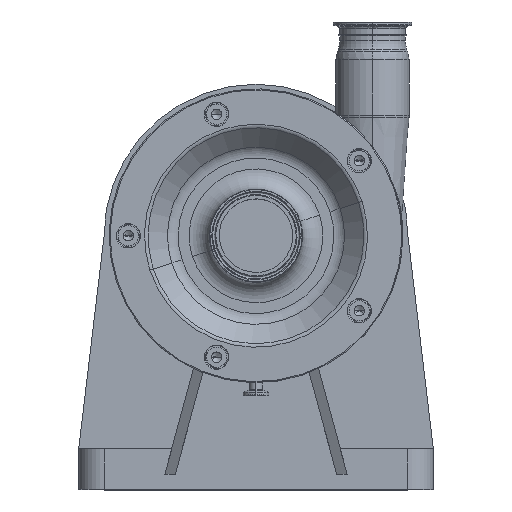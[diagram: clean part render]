
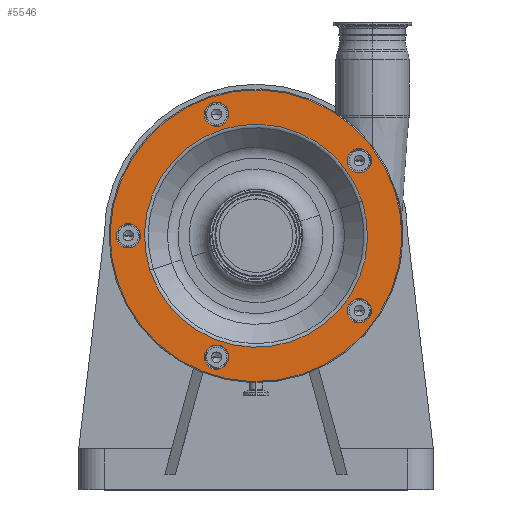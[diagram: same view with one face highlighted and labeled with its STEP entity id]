
A CAD part, top view. The second image highlights one B-rep face of the part: STEP entity #5546.
In plain terms, the highlighted planar face has unit normal (0, 0, 1).
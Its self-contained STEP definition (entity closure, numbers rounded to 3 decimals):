
#206 = VERTEX_POINT ( 'NONE', #8153 ) ;
#497 = VERTEX_POINT ( 'NONE', #4453 ) ;
#660 = CIRCLE ( 'NONE', #17112, 144. ) ;
#1021 = CIRCLE ( 'NONE', #10239, 12. ) ;
#1304 = CARTESIAN_POINT ( 'NONE',  ( 0., 0., 294.5 ) ) ;
#1559 = DIRECTION ( 'NONE',  ( 0., 0., 1. ) ) ;
#1599 = CARTESIAN_POINT ( 'NONE',  ( -27.523, -116.125, 294.5 ) ) ;
#1711 = EDGE_CURVE ( 'NONE', #9065, #13680, #1021, .T. ) ;
#1754 = AXIS2_PLACEMENT_3D ( 'NONE', #14001, #20233, #12080 ) ;
#1969 = EDGE_CURVE ( 'NONE', #16156, #206, #13014, .T. ) ;
#2076 = ORIENTED_EDGE ( 'NONE', *, *, #11961, .F. ) ;
#2131 = DIRECTION ( 'NONE',  ( 0.951, 0.309, 0. ) ) ;
#2876 = CARTESIAN_POINT ( 'NONE',  ( -126., 0., 294.5 ) ) ;
#3036 = AXIS2_PLACEMENT_3D ( 'NONE', #16020, #4579, #15923 ) ;
#3093 = CARTESIAN_POINT ( 'NONE',  ( -137.413, -3.708, 294.5 ) ) ;
#3244 = DIRECTION ( 'NONE',  ( 0., 0., 1. ) ) ;
#3498 = DIRECTION ( 'NONE',  ( 0., 0., 1. ) ) ;
#3542 = CIRCLE ( 'NONE', #17910, 12. ) ;
#3736 = EDGE_LOOP ( 'NONE', ( #13025, #6082 ) ) ;
#3813 = ORIENTED_EDGE ( 'NONE', *, *, #4086, .F. ) ;
#3816 = EDGE_LOOP ( 'NONE', ( #18217, #2076 ) ) ;
#3848 = FACE_BOUND ( 'NONE', #3736, .T. ) ;
#4082 = VERTEX_POINT ( 'NONE', #14903 ) ;
#4086 = EDGE_CURVE ( 'NONE', #19469, #10766, #10042, .T. ) ;
#4453 = CARTESIAN_POINT ( 'NONE',  ( -136.952, -44.498, 294.5 ) ) ;
#4579 = DIRECTION ( 'NONE',  ( 0., 0., 1. ) ) ;
#4648 = EDGE_CURVE ( 'NONE', #4082, #20963, #3542, .T. ) ;
#4700 = PLANE ( 'NONE',  #8520 ) ;
#4758 = DIRECTION ( 'NONE',  ( 0., 0., 1. ) ) ;
#4855 = CIRCLE ( 'NONE', #1754, 110.071 ) ;
#4972 = DIRECTION ( 'NONE',  ( 0., 0., 1. ) ) ;
#5002 = VERTEX_POINT ( 'NONE', #5750 ) ;
#5057 = CARTESIAN_POINT ( 'NONE',  ( -38.936, 119.833, 294.5 ) ) ;
#5111 = EDGE_LOOP ( 'NONE', ( #16297, #20821 ) ) ;
#5454 = EDGE_CURVE ( 'NONE', #10766, #19469, #10231, .T. ) ;
#5546 = ADVANCED_FACE ( 'NONE', ( #12186, #18517, #3848, #12710, #15846, #6293, #14136 ), #4700, .F. ) ;
#5750 = CARTESIAN_POINT ( 'NONE',  ( 104.684, 34.014, 294.5 ) ) ;
#5845 = EDGE_CURVE ( 'NONE', #8950, #21228, #9236, .T. ) ;
#6082 = ORIENTED_EDGE ( 'NONE', *, *, #16809, .F. ) ;
#6148 = CARTESIAN_POINT ( 'NONE',  ( -50.349, 116.125, 294.5 ) ) ;
#6252 = CARTESIAN_POINT ( 'NONE',  ( 0., 0., 294.5 ) ) ;
#6293 = FACE_OUTER_BOUND ( 'NONE', #5111, .T. ) ;
#6533 = ORIENTED_EDGE ( 'NONE', *, *, #4648, .F. ) ;
#6738 = CARTESIAN_POINT ( 'NONE',  ( 113.349, 77.769, 294.5 ) ) ;
#6913 = CIRCLE ( 'NONE', #15133, 12. ) ;
#7670 = DIRECTION ( 'NONE',  ( 0., 0., 1. ) ) ;
#7906 = AXIS2_PLACEMENT_3D ( 'NONE', #10838, #8798, #15567 ) ;
#8153 = CARTESIAN_POINT ( 'NONE',  ( 90.523, -77.769, 294.5 ) ) ;
#8305 = CARTESIAN_POINT ( 'NONE',  ( 0., 0., 294.5 ) ) ;
#8424 = CARTESIAN_POINT ( 'NONE',  ( -50.349, -123.541, 294.5 ) ) ;
#8497 = CIRCLE ( 'NONE', #3036, 12. ) ;
#8520 = AXIS2_PLACEMENT_3D ( 'NONE', #17644, #11207, #9303 ) ;
#8774 = EDGE_LOOP ( 'NONE', ( #6533, #19728 ) ) ;
#8798 = DIRECTION ( 'NONE',  ( 0., 0., 1. ) ) ;
#8825 = CARTESIAN_POINT ( 'NONE',  ( -126., 0., 294.5 ) ) ;
#8880 = CIRCLE ( 'NONE', #20886, 110.071 ) ;
#8950 = VERTEX_POINT ( 'NONE', #1599 ) ;
#9065 = VERTEX_POINT ( 'NONE', #6738 ) ;
#9236 = CIRCLE ( 'NONE', #14026, 12. ) ;
#9303 = DIRECTION ( 'NONE',  ( -0.951, -0.309, 0. ) ) ;
#9482 = EDGE_CURVE ( 'NONE', #19226, #5002, #8880, .T. ) ;
#9851 = DIRECTION ( 'NONE',  ( 0.951, 0.309, 0. ) ) ;
#9874 = EDGE_LOOP ( 'NONE', ( #3813, #15818 ) ) ;
#10042 = CIRCLE ( 'NONE', #11765, 12. ) ;
#10206 = CARTESIAN_POINT ( 'NONE',  ( 136.952, 44.498, 294.5 ) ) ;
#10231 = CIRCLE ( 'NONE', #18447, 12. ) ;
#10239 = AXIS2_PLACEMENT_3D ( 'NONE', #20087, #11934, #13214 ) ;
#10321 = CIRCLE ( 'NONE', #17515, 12. ) ;
#10452 = ORIENTED_EDGE ( 'NONE', *, *, #11734, .F. ) ;
#10473 = CARTESIAN_POINT ( 'NONE',  ( -38.936, 119.833, 294.5 ) ) ;
#10706 = CARTESIAN_POINT ( 'NONE',  ( 90.523, 70.353, 294.5 ) ) ;
#10766 = VERTEX_POINT ( 'NONE', #6148 ) ;
#10838 = CARTESIAN_POINT ( 'NONE',  ( 101.936, -74.061, 294.5 ) ) ;
#11167 = CARTESIAN_POINT ( 'NONE',  ( -104.684, -34.014, 294.5 ) ) ;
#11207 = DIRECTION ( 'NONE',  ( 0., 0., -1. ) ) ;
#11481 = DIRECTION ( 'NONE',  ( 0.951, 0.309, 0. ) ) ;
#11692 = AXIS2_PLACEMENT_3D ( 'NONE', #14695, #4972, #11481 ) ;
#11734 = EDGE_CURVE ( 'NONE', #5002, #19226, #4855, .T. ) ;
#11765 = AXIS2_PLACEMENT_3D ( 'NONE', #5057, #3244, #9851 ) ;
#11934 = DIRECTION ( 'NONE',  ( 0., 0., 1. ) ) ;
#11961 = EDGE_CURVE ( 'NONE', #206, #16156, #6913, .T. ) ;
#12080 = DIRECTION ( 'NONE',  ( 0.951, 0.309, 0. ) ) ;
#12117 = EDGE_LOOP ( 'NONE', ( #17663, #19431 ) ) ;
#12138 = EDGE_CURVE ( 'NONE', #20963, #4082, #10321, .T. ) ;
#12186 = FACE_BOUND ( 'NONE', #12117, .T. ) ;
#12287 = EDGE_LOOP ( 'NONE', ( #10452, #20997 ) ) ;
#12465 = DIRECTION ( 'NONE',  ( 0.951, 0.309, 0. ) ) ;
#12710 = FACE_BOUND ( 'NONE', #9874, .T. ) ;
#12778 = DIRECTION ( 'NONE',  ( 0.951, 0.309, 0. ) ) ;
#13014 = CIRCLE ( 'NONE', #7906, 12. ) ;
#13025 = ORIENTED_EDGE ( 'NONE', *, *, #5845, .F. ) ;
#13214 = DIRECTION ( 'NONE',  ( 0.951, 0.309, 0. ) ) ;
#13405 = CARTESIAN_POINT ( 'NONE',  ( -27.523, 123.541, 294.5 ) ) ;
#13537 = CARTESIAN_POINT ( 'NONE',  ( 113.349, -70.353, 294.5 ) ) ;
#13680 = VERTEX_POINT ( 'NONE', #10706 ) ;
#14001 = CARTESIAN_POINT ( 'NONE',  ( 0., 0., 294.5 ) ) ;
#14026 = AXIS2_PLACEMENT_3D ( 'NONE', #20853, #7670, #20758 ) ;
#14136 = FACE_BOUND ( 'NONE', #8774, .T. ) ;
#14226 = DIRECTION ( 'NONE',  ( 0., 0., 1. ) ) ;
#14434 = DIRECTION ( 'NONE',  ( 0.951, 0.309, 0. ) ) ;
#14695 = CARTESIAN_POINT ( 'NONE',  ( -38.936, -119.833, 294.5 ) ) ;
#14903 = CARTESIAN_POINT ( 'NONE',  ( -114.587, 3.708, 294.5 ) ) ;
#15012 = AXIS2_PLACEMENT_3D ( 'NONE', #6252, #17696, #12465 ) ;
#15133 = AXIS2_PLACEMENT_3D ( 'NONE', #21196, #3498, #19766 ) ;
#15567 = DIRECTION ( 'NONE',  ( 0.951, 0.309, 0. ) ) ;
#15818 = ORIENTED_EDGE ( 'NONE', *, *, #5454, .F. ) ;
#15846 = FACE_BOUND ( 'NONE', #12287, .T. ) ;
#15923 = DIRECTION ( 'NONE',  ( 0.951, 0.309, 0. ) ) ;
#16014 = EDGE_CURVE ( 'NONE', #497, #20529, #660, .T. ) ;
#16020 = CARTESIAN_POINT ( 'NONE',  ( 101.936, 74.061, 294.5 ) ) ;
#16156 = VERTEX_POINT ( 'NONE', #13537 ) ;
#16297 = ORIENTED_EDGE ( 'NONE', *, *, #19230, .T. ) ;
#16339 = DIRECTION ( 'NONE',  ( 0.951, 0.309, 0. ) ) ;
#16805 = DIRECTION ( 'NONE',  ( 0., 0., 1. ) ) ;
#16809 = EDGE_CURVE ( 'NONE', #21228, #8950, #19560, .T. ) ;
#17085 = DIRECTION ( 'NONE',  ( 0., 0., 1. ) ) ;
#17112 = AXIS2_PLACEMENT_3D ( 'NONE', #8305, #1559, #16339 ) ;
#17515 = AXIS2_PLACEMENT_3D ( 'NONE', #8825, #17085, #18474 ) ;
#17644 = CARTESIAN_POINT ( 'NONE',  ( -44.498, 136.952, 294.5 ) ) ;
#17663 = ORIENTED_EDGE ( 'NONE', *, *, #1711, .F. ) ;
#17696 = DIRECTION ( 'NONE',  ( 0., 0., 1. ) ) ;
#17910 = AXIS2_PLACEMENT_3D ( 'NONE', #2876, #14226, #14434 ) ;
#18217 = ORIENTED_EDGE ( 'NONE', *, *, #1969, .F. ) ;
#18447 = AXIS2_PLACEMENT_3D ( 'NONE', #10473, #16805, #2131 ) ;
#18474 = DIRECTION ( 'NONE',  ( 0.951, 0.309, 0. ) ) ;
#18517 = FACE_BOUND ( 'NONE', #3816, .T. ) ;
#19226 = VERTEX_POINT ( 'NONE', #11167 ) ;
#19230 = EDGE_CURVE ( 'NONE', #20529, #497, #20838, .T. ) ;
#19431 = ORIENTED_EDGE ( 'NONE', *, *, #20473, .F. ) ;
#19469 = VERTEX_POINT ( 'NONE', #13405 ) ;
#19560 = CIRCLE ( 'NONE', #11692, 12. ) ;
#19728 = ORIENTED_EDGE ( 'NONE', *, *, #12138, .F. ) ;
#19766 = DIRECTION ( 'NONE',  ( 0.951, 0.309, 0. ) ) ;
#20087 = CARTESIAN_POINT ( 'NONE',  ( 101.936, 74.061, 294.5 ) ) ;
#20233 = DIRECTION ( 'NONE',  ( 0., 0., 1. ) ) ;
#20473 = EDGE_CURVE ( 'NONE', #13680, #9065, #8497, .T. ) ;
#20529 = VERTEX_POINT ( 'NONE', #10206 ) ;
#20758 = DIRECTION ( 'NONE',  ( 0.951, 0.309, 0. ) ) ;
#20821 = ORIENTED_EDGE ( 'NONE', *, *, #16014, .T. ) ;
#20838 = CIRCLE ( 'NONE', #15012, 144. ) ;
#20853 = CARTESIAN_POINT ( 'NONE',  ( -38.936, -119.833, 294.5 ) ) ;
#20886 = AXIS2_PLACEMENT_3D ( 'NONE', #1304, #4758, #12778 ) ;
#20963 = VERTEX_POINT ( 'NONE', #3093 ) ;
#20997 = ORIENTED_EDGE ( 'NONE', *, *, #9482, .F. ) ;
#21196 = CARTESIAN_POINT ( 'NONE',  ( 101.936, -74.061, 294.5 ) ) ;
#21228 = VERTEX_POINT ( 'NONE', #8424 ) ;
